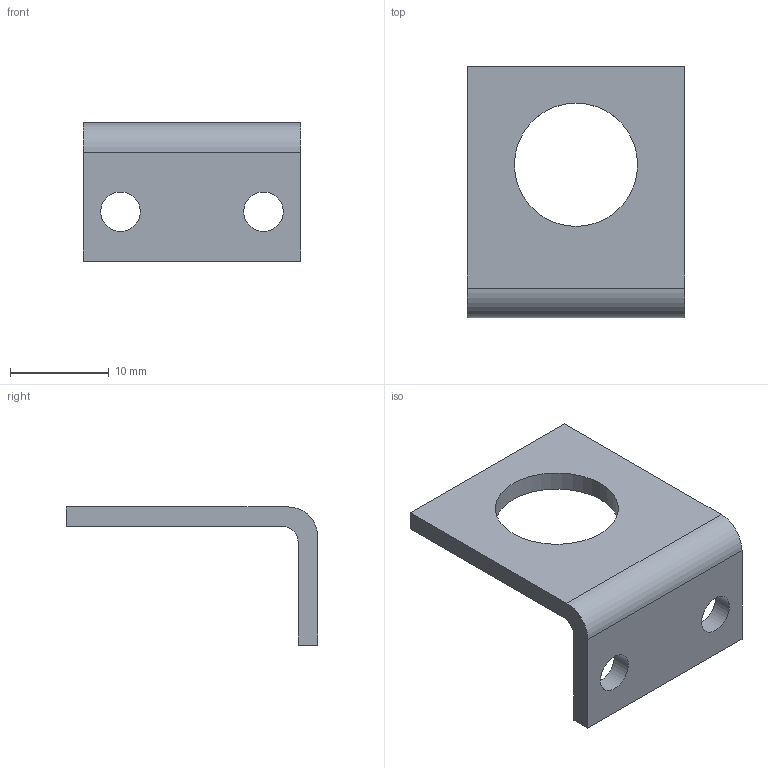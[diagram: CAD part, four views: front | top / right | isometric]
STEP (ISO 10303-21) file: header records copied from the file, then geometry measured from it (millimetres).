
FILE_DESCRIPTION(('HOOPS Exchange Step'),'2;1');
FILE_NAME('0ec0157aee7a76c8754c5475bacd967f20220123-1-okffvl.SLDPRT.step','2022-01-23T18:17:59+00:00',('root'),('Unknown organisation'),'HOOPS Exchange 2021.0','HOOPS Exchange','Unknown authorisation');
FILE_SCHEMA( ('AUTOMOTIVE_DESIGN { 1 0 10303 214 1 1 1 1 }') );
Length unit declared in the file: millimetre
Products named in the file (2): Défaut; 0ec0157aee7a76c8754c5475bacd967f20220123-1-okffvl
Assembly tree (1 placements, depth 2):
  0ec0157aee7a76c8754c5475bacd967f20220123-1-okffvl
    Défaut
Bounding box: 22.1 x 25.5 x 14 mm (x, y, z)
Volume: 1329.8 mm3; surface area: 1683.4 mm2
Topology: 1 solids, 1 shells, 13 faces, 33 edges, 22 vertices
Faces by surface type: plane 8, cylinder 5
Full cylindrical faces by diameter (mm): 4 x2, 12.5 x1
Entity records: 456 total; most frequent: DIRECTION 75, CARTESIAN_POINT 71, ORIENTED_EDGE 66, EDGE_CURVE 33, AXIS2_PLACEMENT_3D 26, VECTOR 23, LINE 23, VERTEX_POINT 22
